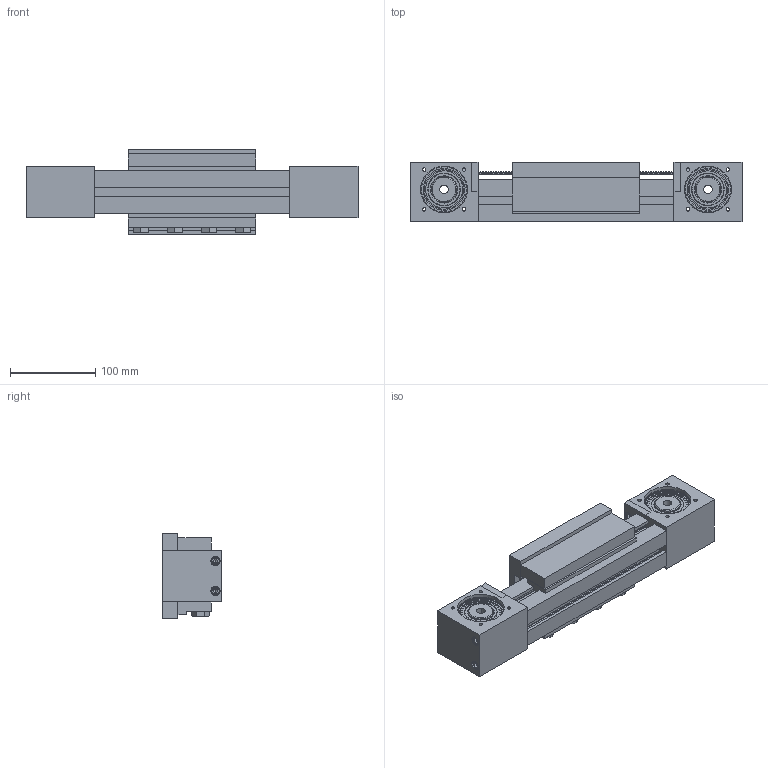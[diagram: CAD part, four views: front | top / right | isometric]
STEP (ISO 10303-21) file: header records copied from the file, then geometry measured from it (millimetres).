
FILE_DESCRIPTION (( 'STEP AP214' ), '1' );
FILE_NAME ('AZ2000.STEP', '2019-11-07T10:14:30', ( '' ), ( '' ), 'SwSTEP 2.0', 'SolidWorks 2019', '' );
FILE_SCHEMA (( 'AUTOMOTIVE_DESIGN' ));
Length unit declared in the file: millimetre
Products named in the file (1): AZ2000
Bounding box: 390 x 70 x 100 mm (x, y, z)
Surface area: 268523.3 mm2 (no closed solid volume)
Topology: 0 solids, 55 shells, 734 faces, 3020 edges, 2301 vertices
Faces by surface type: plane 318, cylinder 260, cone 80, bspline 40, torus 36
Entity records: 41494 total; most frequent: CARTESIAN_POINT 8036, DIRECTION 5725, ORIENTED_EDGE 4468, EDGE_CURVE 3004, VERTEX_POINT 2301, AXIS2_PLACEMENT_3D 2126, LINE 1473, VECTOR 1473
